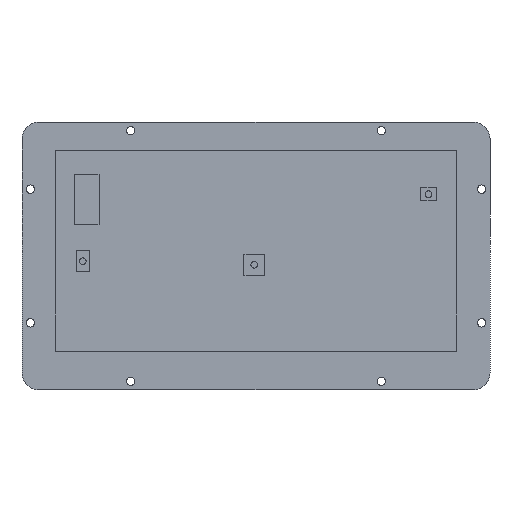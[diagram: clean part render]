
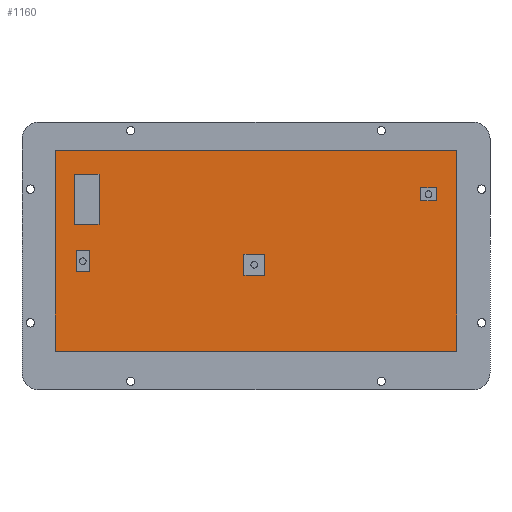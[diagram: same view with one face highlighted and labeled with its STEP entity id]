
A CAD part, front view. The second image highlights one B-rep face of the part: STEP entity #1160.
In plain terms, the highlighted planar face has unit normal (0, -1, 0).
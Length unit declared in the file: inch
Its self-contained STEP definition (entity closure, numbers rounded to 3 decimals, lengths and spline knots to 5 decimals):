
#1=DIRECTION('',(0.,0.,1.));
#2=VECTOR('',#1,6.);
#3=CARTESIAN_POINT('',(-6.,0.,-3.));
#4=LINE('',#3,#2);
#5=DIRECTION('',(1.,0.,0.));
#6=VECTOR('',#5,12.);
#7=CARTESIAN_POINT('',(-6.,0.,3.));
#8=LINE('',#7,#6);
#9=DIRECTION('',(0.,0.,-1.));
#10=VECTOR('',#9,6.);
#11=CARTESIAN_POINT('',(6.,0.,3.));
#12=LINE('',#11,#10);
#13=DIRECTION('',(-1.,0.,0.));
#14=VECTOR('',#13,12.);
#15=CARTESIAN_POINT('',(6.,0.,-3.));
#16=LINE('',#15,#14);
#17=DIRECTION('',(0.,0.,-1.));
#18=VECTOR('',#17,1.5);
#19=CARTESIAN_POINT('',(-5.436,0.,2.29));
#20=LINE('',#19,#18);
#21=DIRECTION('',(1.,0.,0.));
#22=VECTOR('',#21,0.74);
#23=CARTESIAN_POINT('',(-5.436,0.,0.79));
#24=LINE('',#23,#22);
#25=DIRECTION('',(0.,0.,1.));
#26=VECTOR('',#25,1.5);
#27=CARTESIAN_POINT('',(-4.696,0.,0.79));
#28=LINE('',#27,#26);
#29=DIRECTION('',(-1.,0.,0.));
#30=VECTOR('',#29,0.74);
#31=CARTESIAN_POINT('',(-4.696,0.,2.29));
#32=LINE('',#31,#30);
#33=DIRECTION('',(-1.,0.,0.));
#34=VECTOR('',#33,0.39);
#35=CARTESIAN_POINT('',(-4.985,0.,0.002));
#36=LINE('',#35,#34);
#37=DIRECTION('',(0.,0.,-1.));
#38=VECTOR('',#37,0.63);
#39=CARTESIAN_POINT('',(-5.375,0.,0.002));
#40=LINE('',#39,#38);
#41=DIRECTION('',(1.,0.,0.));
#42=VECTOR('',#41,0.39);
#43=CARTESIAN_POINT('',(-5.375,0.,-0.628));
#44=LINE('',#43,#42);
#45=DIRECTION('',(0.,0.,1.));
#46=VECTOR('',#45,0.63);
#47=CARTESIAN_POINT('',(-4.985,0.,-0.628));
#48=LINE('',#47,#46);
#49=DIRECTION('',(0.,0.,1.));
#50=VECTOR('',#49,0.629);
#51=CARTESIAN_POINT('',(0.26169,0.,-0.73051));
#52=LINE('',#51,#50);
#53=DIRECTION('',(-1.,0.,0.));
#54=VECTOR('',#53,0.623);
#55=CARTESIAN_POINT('',(0.26169,0.,-0.10151));
#56=LINE('',#55,#54);
#57=DIRECTION('',(0.,0.,-1.));
#58=VECTOR('',#57,0.629);
#59=CARTESIAN_POINT('',(-0.36131,0.,-0.10151));
#60=LINE('',#59,#58);
#61=DIRECTION('',(1.,0.,0.));
#62=VECTOR('',#61,0.623);
#63=CARTESIAN_POINT('',(-0.36131,0.,-0.73051));
#64=LINE('',#63,#62);
#65=DIRECTION('',(-1.,0.,0.));
#66=VECTOR('',#65,0.47);
#67=CARTESIAN_POINT('',(5.39687,0.,1.8925));
#68=LINE('',#67,#66);
#69=DIRECTION('',(0.,0.,-1.));
#70=VECTOR('',#69,0.399);
#71=CARTESIAN_POINT('',(4.92687,0.,1.8925));
#72=LINE('',#71,#70);
#73=DIRECTION('',(1.,0.,0.));
#74=VECTOR('',#73,0.47);
#75=CARTESIAN_POINT('',(4.92687,0.,1.4935));
#76=LINE('',#75,#74);
#77=DIRECTION('',(0.,0.,1.));
#78=VECTOR('',#77,0.399);
#79=CARTESIAN_POINT('',(5.39687,0.,1.4935));
#80=LINE('',#79,#78);
#849=CARTESIAN_POINT('',(-6.,0.,-3.));
#850=CARTESIAN_POINT('',(-6.,0.,3.));
#851=VERTEX_POINT('',#849);
#852=VERTEX_POINT('',#850);
#853=CARTESIAN_POINT('',(6.,0.,3.));
#854=VERTEX_POINT('',#853);
#855=CARTESIAN_POINT('',(6.,0.,-3.));
#856=VERTEX_POINT('',#855);
#1025=CARTESIAN_POINT('',(-5.436,0.,2.29));
#1026=CARTESIAN_POINT('',(-5.436,0.,0.79));
#1027=VERTEX_POINT('',#1025);
#1028=VERTEX_POINT('',#1026);
#1029=CARTESIAN_POINT('',(-4.696,0.,0.79));
#1030=VERTEX_POINT('',#1029);
#1031=CARTESIAN_POINT('',(-4.696,0.,2.29));
#1032=VERTEX_POINT('',#1031);
#1041=CARTESIAN_POINT('',(-4.985,0.,0.002));
#1042=CARTESIAN_POINT('',(-5.375,0.,0.002));
#1043=VERTEX_POINT('',#1041);
#1044=VERTEX_POINT('',#1042);
#1045=CARTESIAN_POINT('',(-5.375,0.,-0.628));
#1046=VERTEX_POINT('',#1045);
#1047=CARTESIAN_POINT('',(-4.985,0.,-0.628));
#1048=VERTEX_POINT('',#1047);
#1065=CARTESIAN_POINT('',(0.26169,0.,-0.73051));
#1066=CARTESIAN_POINT('',(0.26169,0.,-0.10151));
#1067=VERTEX_POINT('',#1065);
#1068=VERTEX_POINT('',#1066);
#1069=CARTESIAN_POINT('',(-0.36131,0.,-0.10151));
#1070=VERTEX_POINT('',#1069);
#1071=CARTESIAN_POINT('',(-0.36131,0.,-0.73051));
#1072=VERTEX_POINT('',#1071);
#1089=CARTESIAN_POINT('',(5.39687,0.,1.8925));
#1090=CARTESIAN_POINT('',(4.92687,0.,1.8925));
#1091=VERTEX_POINT('',#1089);
#1092=VERTEX_POINT('',#1090);
#1093=CARTESIAN_POINT('',(4.92687,0.,1.4935));
#1094=VERTEX_POINT('',#1093);
#1095=CARTESIAN_POINT('',(5.39687,0.,1.4935));
#1096=VERTEX_POINT('',#1095);
#1105=CARTESIAN_POINT('',(0.,0.,0.));
#1106=DIRECTION('',(0.,1.,0.));
#1107=DIRECTION('',(1.,0.,0.));
#1108=AXIS2_PLACEMENT_3D('',#1105,#1106,#1107);
#1109=PLANE('',#1108);
#1111=ORIENTED_EDGE('',*,*,#1110,.T.);
#1113=ORIENTED_EDGE('',*,*,#1112,.T.);
#1115=ORIENTED_EDGE('',*,*,#1114,.T.);
#1117=ORIENTED_EDGE('',*,*,#1116,.T.);
#1118=EDGE_LOOP('',(#1111,#1113,#1115,#1117));
#1119=FACE_OUTER_BOUND('',#1118,.F.);
#1121=ORIENTED_EDGE('',*,*,#1120,.T.);
#1123=ORIENTED_EDGE('',*,*,#1122,.T.);
#1125=ORIENTED_EDGE('',*,*,#1124,.T.);
#1127=ORIENTED_EDGE('',*,*,#1126,.T.);
#1128=EDGE_LOOP('',(#1121,#1123,#1125,#1127));
#1129=FACE_BOUND('',#1128,.F.);
#1131=ORIENTED_EDGE('',*,*,#1130,.T.);
#1133=ORIENTED_EDGE('',*,*,#1132,.T.);
#1135=ORIENTED_EDGE('',*,*,#1134,.T.);
#1137=ORIENTED_EDGE('',*,*,#1136,.T.);
#1138=EDGE_LOOP('',(#1131,#1133,#1135,#1137));
#1139=FACE_BOUND('',#1138,.F.);
#1141=ORIENTED_EDGE('',*,*,#1140,.T.);
#1143=ORIENTED_EDGE('',*,*,#1142,.T.);
#1145=ORIENTED_EDGE('',*,*,#1144,.T.);
#1147=ORIENTED_EDGE('',*,*,#1146,.T.);
#1148=EDGE_LOOP('',(#1141,#1143,#1145,#1147));
#1149=FACE_BOUND('',#1148,.F.);
#1151=ORIENTED_EDGE('',*,*,#1150,.T.);
#1153=ORIENTED_EDGE('',*,*,#1152,.T.);
#1155=ORIENTED_EDGE('',*,*,#1154,.T.);
#1157=ORIENTED_EDGE('',*,*,#1156,.T.);
#1158=EDGE_LOOP('',(#1151,#1153,#1155,#1157));
#1159=FACE_BOUND('',#1158,.F.);
#1160=ADVANCED_FACE('',(#1119,#1129,#1139,#1149,#1159),#1109,.F.);
#1110=EDGE_CURVE('',#851,#852,#4,.T.);
#1112=EDGE_CURVE('',#852,#854,#8,.T.);
#1114=EDGE_CURVE('',#854,#856,#12,.T.);
#1116=EDGE_CURVE('',#856,#851,#16,.T.);
#1120=EDGE_CURVE('',#1027,#1028,#20,.T.);
#1122=EDGE_CURVE('',#1028,#1030,#24,.T.);
#1124=EDGE_CURVE('',#1030,#1032,#28,.T.);
#1126=EDGE_CURVE('',#1032,#1027,#32,.T.);
#1130=EDGE_CURVE('',#1043,#1044,#36,.T.);
#1132=EDGE_CURVE('',#1044,#1046,#40,.T.);
#1134=EDGE_CURVE('',#1046,#1048,#44,.T.);
#1136=EDGE_CURVE('',#1048,#1043,#48,.T.);
#1140=EDGE_CURVE('',#1067,#1068,#52,.T.);
#1142=EDGE_CURVE('',#1068,#1070,#56,.T.);
#1144=EDGE_CURVE('',#1070,#1072,#60,.T.);
#1146=EDGE_CURVE('',#1072,#1067,#64,.T.);
#1150=EDGE_CURVE('',#1091,#1092,#68,.T.);
#1152=EDGE_CURVE('',#1092,#1094,#72,.T.);
#1154=EDGE_CURVE('',#1094,#1096,#76,.T.);
#1156=EDGE_CURVE('',#1096,#1091,#80,.T.);
